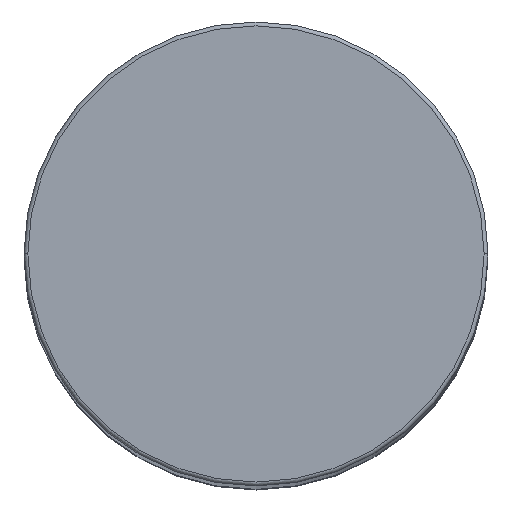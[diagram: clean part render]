
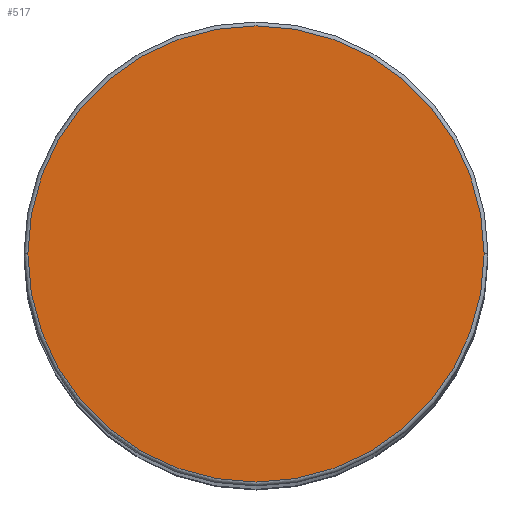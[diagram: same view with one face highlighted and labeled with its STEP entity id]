
A CAD part, top view. The second image highlights one B-rep face of the part: STEP entity #517.
In plain terms, the highlighted planar face has unit normal (0, 0, 1).
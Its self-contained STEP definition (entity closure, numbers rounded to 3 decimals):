
#191=CARTESIAN_POINT('',(0.,0.,44.));
#192=DIRECTION('',(0.,0.,1.));
#193=DIRECTION('',(-1.,0.,0.));
#194=AXIS2_PLACEMENT_3D('',#191,#192,#193);
#196=CARTESIAN_POINT('',(0.,0.,44.));
#197=DIRECTION('',(0.,0.,1.));
#198=DIRECTION('',(1.,0.,0.));
#199=AXIS2_PLACEMENT_3D('',#196,#197,#198);
#236=CARTESIAN_POINT('',(-5.9,0.,44.));
#237=CARTESIAN_POINT('',(5.9,0.,44.));
#238=VERTEX_POINT('',#236);
#239=VERTEX_POINT('',#237);
#507=CARTESIAN_POINT('',(0.,0.,44.));
#508=DIRECTION('',(0.,0.,1.));
#509=DIRECTION('',(1.,0.,0.));
#510=AXIS2_PLACEMENT_3D('',#507,#508,#509);
#511=PLANE('',#510);
#512=ORIENTED_EDGE('',*,*,#490,.F.);
#514=ORIENTED_EDGE('',*,*,#513,.F.);
#515=EDGE_LOOP('',(#512,#514));
#516=FACE_OUTER_BOUND('',#515,.F.);
#517=ADVANCED_FACE('',(#516),#511,.T.);
#195=CIRCLE('',#194,5.9);
#200=CIRCLE('',#199,5.9);
#490=EDGE_CURVE('',#238,#239,#195,.T.);
#513=EDGE_CURVE('',#239,#238,#200,.T.);
